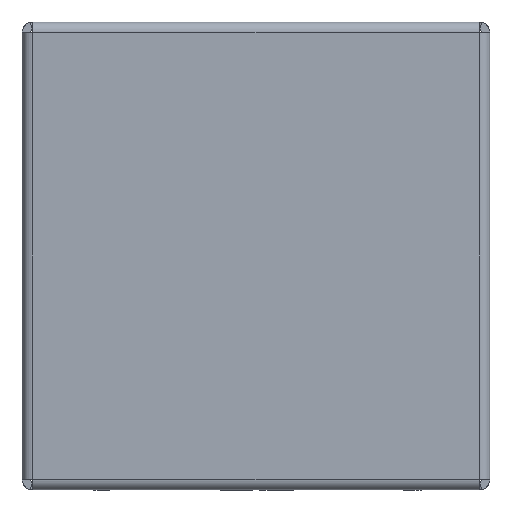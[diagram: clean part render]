
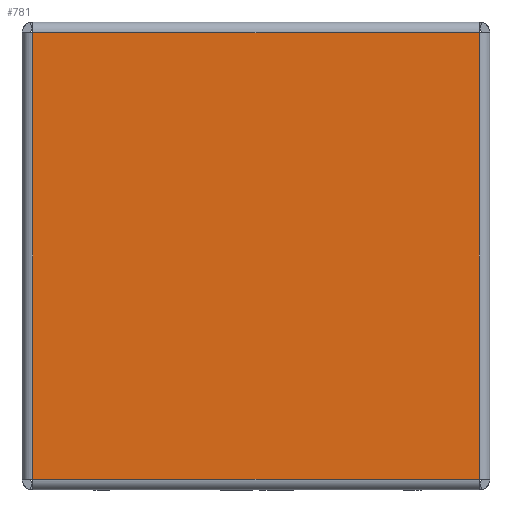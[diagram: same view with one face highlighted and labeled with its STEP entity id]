
A CAD part, front view. The second image highlights one B-rep face of the part: STEP entity #781.
In plain terms, the highlighted planar face has unit normal (0, -1, 0).
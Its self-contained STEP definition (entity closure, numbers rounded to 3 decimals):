
#781 = ADVANCED_FACE( '', ( #1623 ), #1624, .T. );
#1623 = FACE_OUTER_BOUND( '', #9625, .T. );
#1624 = PLANE( '', #9626 );
#9625 = EDGE_LOOP( '', ( #12321, #12322, #12323, #12324 ) );
#9626 = AXIS2_PLACEMENT_3D( '', #12325, #12326, #12327 );
#12321 = ORIENTED_EDGE( '', *, *, #13111, .T. );
#12322 = ORIENTED_EDGE( '', *, *, #13223, .T. );
#12323 = ORIENTED_EDGE( '', *, *, #12766, .T. );
#12324 = ORIENTED_EDGE( '', *, *, #13169, .T. );
#12325 = CARTESIAN_POINT( '', ( 0., 0., 0. ) );
#12326 = DIRECTION( '', ( 0., -1., 0. ) );
#12327 = DIRECTION( '', ( 0., 0., -1. ) );
#12766 = EDGE_CURVE( '', #13713, #13711, #13714, .T. );
#13111 = EDGE_CURVE( '', #13780, #14154, #14219, .T. );
#13169 = EDGE_CURVE( '', #13711, #13780, #14293, .T. );
#13223 = EDGE_CURVE( '', #14154, #13713, #14358, .T. );
#13711 = VERTEX_POINT( '', #15174 );
#13713 = VERTEX_POINT( '', #15185 );
#13714 = LINE( '', #15186, #15187 );
#13780 = VERTEX_POINT( '', #15410 );
#14154 = VERTEX_POINT( '', #16390 );
#14219 = LINE( '', #16639, #16640 );
#14293 = LINE( '', #16788, #16789 );
#14358 = LINE( '', #17000, #17001 );
#15174 = CARTESIAN_POINT( '', ( -72.72, 0., 72.72 ) );
#15185 = CARTESIAN_POINT( '', ( 72.72, 0., 72.72 ) );
#15186 = CARTESIAN_POINT( '', ( -72.72, 0., 72.72 ) );
#15187 = VECTOR( '', #17869, 1000. );
#15410 = CARTESIAN_POINT( '', ( -72.72, 0., -72.72 ) );
#16390 = CARTESIAN_POINT( '', ( 72.72, 0., -72.72 ) );
#16639 = CARTESIAN_POINT( '', ( 72.72, 0., -72.72 ) );
#16640 = VECTOR( '', #18171, 1000. );
#16788 = CARTESIAN_POINT( '', ( -72.72, 0., 76.2 ) );
#16789 = VECTOR( '', #18221, 1000. );
#17000 = CARTESIAN_POINT( '', ( 72.72, 0., -76.2 ) );
#17001 = VECTOR( '', #18257, 1000. );
#17869 = DIRECTION( '', ( -1., 0., 0. ) );
#18171 = DIRECTION( '', ( 1., 0., 0. ) );
#18221 = DIRECTION( '', ( 0., 0., -1. ) );
#18257 = DIRECTION( '', ( 0., 0., 1. ) );
